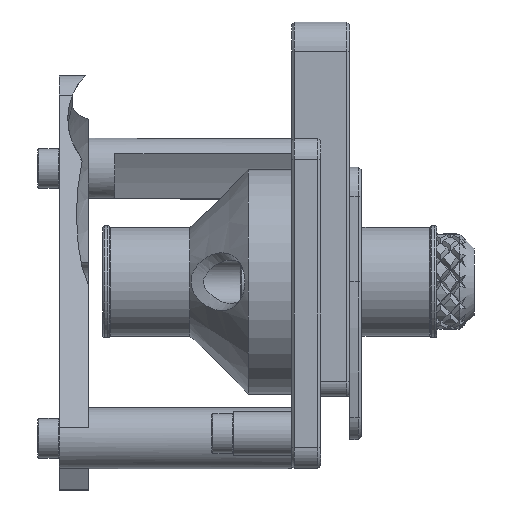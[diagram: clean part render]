
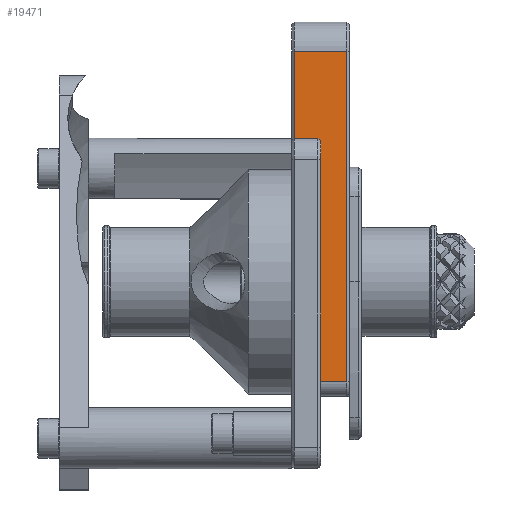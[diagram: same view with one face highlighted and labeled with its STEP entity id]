
A CAD part, left-side view. The second image highlights one B-rep face of the part: STEP entity #19471.
In plain terms, the highlighted planar face has unit normal (-1, 0, 0).
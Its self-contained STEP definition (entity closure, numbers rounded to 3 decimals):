
#1080=PLANE('',#21021);
#1420=FACE_OUTER_BOUND('',#2725,.T.);
#2725=EDGE_LOOP('',(#13505,#13506,#13507,#13508,#13509,#13510,#13511));
#6184=LINE('',#27676,#7018);
#6294=LINE('',#28093,#7128);
#6356=LINE('',#28283,#7190);
#6366=LINE('',#28301,#7200);
#6374=LINE('',#28323,#7208);
#6375=LINE('',#28324,#7209);
#6376=LINE('',#28325,#7210);
#7018=VECTOR('',#22285,10.);
#7128=VECTOR('',#22687,10.);
#7190=VECTOR('',#22891,10.);
#7200=VECTOR('',#22913,10.);
#7208=VECTOR('',#22941,10.);
#7209=VECTOR('',#22942,10.);
#7210=VECTOR('',#22943,10.);
#7885=VERTEX_POINT('',#27673);
#7886=VERTEX_POINT('',#27675);
#8018=VERTEX_POINT('',#28089);
#8020=VERTEX_POINT('',#28092);
#8076=VERTEX_POINT('',#28280);
#8079=VERTEX_POINT('',#28299);
#8083=VERTEX_POINT('',#28322);
#9769=EDGE_CURVE('',#7885,#7886,#6184,.T.);
#9964=EDGE_CURVE('',#8020,#8018,#6294,.T.);
#10060=EDGE_CURVE('',#8076,#7885,#6356,.T.);
#10070=EDGE_CURVE('',#8079,#8076,#6366,.T.);
#10080=EDGE_CURVE('',#8020,#8083,#6374,.T.);
#10081=EDGE_CURVE('',#7886,#8018,#6375,.F.);
#10082=EDGE_CURVE('',#8083,#8079,#6376,.T.);
#13505=ORIENTED_EDGE('',*,*,#10080,.F.);
#13506=ORIENTED_EDGE('',*,*,#9964,.T.);
#13507=ORIENTED_EDGE('',*,*,#10081,.F.);
#13508=ORIENTED_EDGE('',*,*,#9769,.F.);
#13509=ORIENTED_EDGE('',*,*,#10060,.F.);
#13510=ORIENTED_EDGE('',*,*,#10070,.F.);
#13511=ORIENTED_EDGE('',*,*,#10082,.F.);
#19471=ADVANCED_FACE('',(#1420),#1080,.T.);
#21021=AXIS2_PLACEMENT_3D('',#28321,#22939,#22940);
#22285=DIRECTION('',(0.,0.,1.));
#22687=DIRECTION('',(0.,-1.,0.));
#22891=DIRECTION('',(0.,1.,0.));
#22913=DIRECTION('',(0.,0.,-1.));
#22939=DIRECTION('center_axis',(-1.,0.,0.));
#22940=DIRECTION('ref_axis',(0.,0.,
-1.));
#22941=DIRECTION('',(0.,0.,1.));
#22942=DIRECTION('',(0.,-0.707,-0.707));
#22943=DIRECTION('',(0.,-1.,0.));
#27673=CARTESIAN_POINT('',(-65.565,10.6,12.679));
#27675=CARTESIAN_POINT('',(-65.565,10.6,45.879));
#27676=CARTESIAN_POINT('',(-65.565,10.6,32.879));
#28089=CARTESIAN_POINT('',(-65.565,11.,46.279));
#28092=CARTESIAN_POINT('',(-65.565,14.2,46.279));
#28093=CARTESIAN_POINT('',(-65.565,10.6,46.279));
#28280=CARTESIAN_POINT('',(-65.565,7.,12.679));
#28283=CARTESIAN_POINT('',(-65.565,10.6,12.679));
#28299=CARTESIAN_POINT('',(-65.565,7.,58.279));
#28301=CARTESIAN_POINT('',(-65.565,7.,34.379));
#28321=CARTESIAN_POINT('Origin',(-65.565,10.6,42.279));
#28322=CARTESIAN_POINT('',(-65.565,14.2,58.279));
#28323=CARTESIAN_POINT('',(-65.565,14.2,32.879));
#28324=CARTESIAN_POINT('',(-65.565,9.8,45.079));
#28325=CARTESIAN_POINT('',(-65.565,12.6,58.279));
